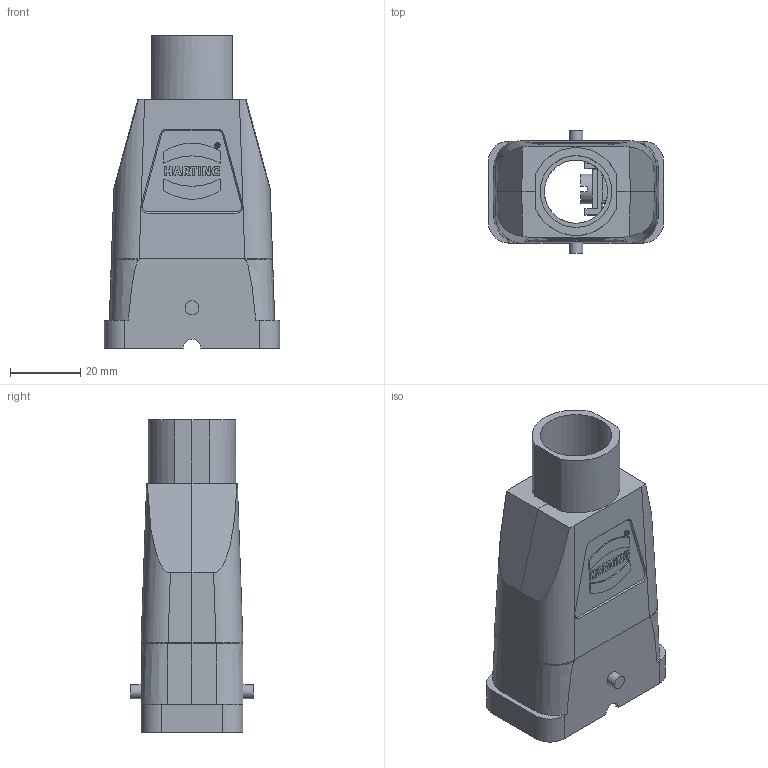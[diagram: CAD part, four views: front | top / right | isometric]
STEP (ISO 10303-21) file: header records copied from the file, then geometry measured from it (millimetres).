
FILE_DESCRIPTION(/* description */ (''),/* implementation_level */ '2;1');
FILE_NAME(/* name */ '100205878ugm000_b.stp',/* time_stamp */ '2019-10-28T14:21:16+01:00',/* author */ (''),/* organization */ (''),/* preprocessor_version */ 'ST-DEVELOPER v16.7',/* originating_system */ 'SIEMENS PLM Software NX 12.0',/* authorisation */ '');
FILE_SCHEMA (('AUTOMOTIVE_DESIGN { 1 0 10303 214 3 1 1 1 }'));
Length unit declared in the file: millimetre
Products named in the file (1): 100205878ugm000_b
Bounding box: 49.9 x 35 x 88.9 mm (x, y, z)
Volume: 31147 mm3; surface area: 24895.3 mm2
Topology: 1 solids, 1 shells, 387 faces, 1011 edges, 663 vertices
Faces by surface type: plane 270, cylinder 79, bspline 26, cone 12
Full cylindrical faces by diameter (mm): 1.205 x1, 1.577 x1, 2.5 x2, 3.2 x2, 3.95 x2, 4.125 x1, 4.425 x1, 4.5 x2, 5 x3, 5.5 x2, 8.5 x1, 18 x1, 20.4 x1
Entity records: 15383 total; most frequent: CARTESIAN_POINT 3472, ORIENTED_EDGE 1962, DIRECTION 1742, EDGE_CURVE 981, LINE 686, VECTOR 686, VERTEX_POINT 653, AXIS2_PLACEMENT_3D 528
